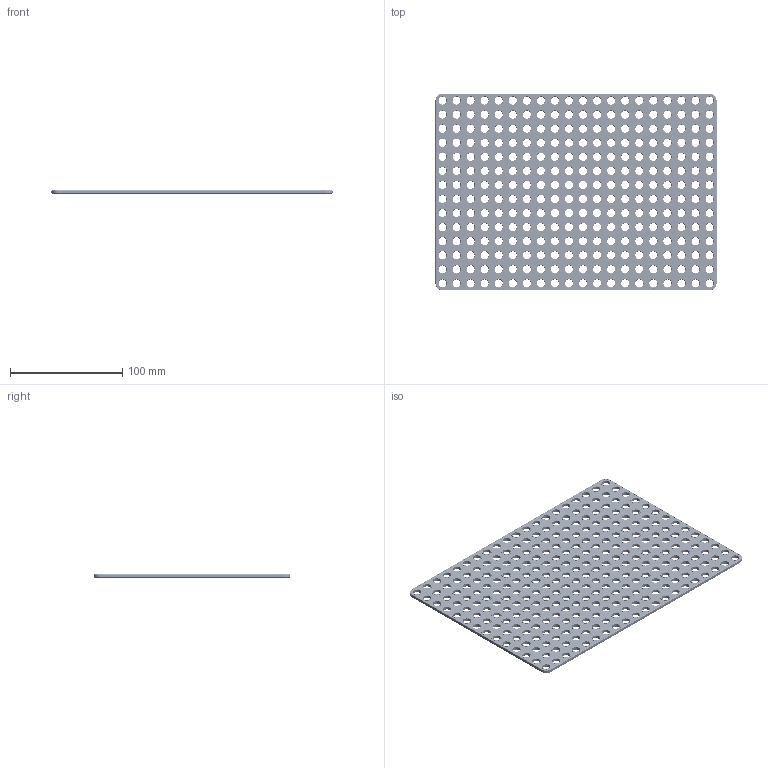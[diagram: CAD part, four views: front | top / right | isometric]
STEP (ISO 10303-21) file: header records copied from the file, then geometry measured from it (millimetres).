
FILE_DESCRIPTION(('FreeCAD Model'),'2;1');
FILE_NAME('Open CASCADE Shape Model','2024-10-09T01:33:59',(''),(''), 'Open CASCADE STEP processor 7.7','FreeCAD','Unknown');
FILE_SCHEMA(('AUTOMOTIVE_DESIGN { 1 0 10303 214 1 1 1 1 }'));
Length unit declared in the file: millimetre
Products named in the file (1): Plate RCT CRNR BU20x14x00.25 - SPN-PLT-0250 (stemfie.org)
Bounding box: 250 x 175 x 3.12 mm (x, y, z)
Volume: 97407.8 mm3; surface area: 87139.1 mm2
Topology: 1 solids, 1 shells, 1889 faces, 4149 edges, 2574 vertices
Faces by surface type: plane 601, cylinder 568, cone 568, extrusion 152
Full cylindrical faces by diameter (mm): 7 x280, 9.2 x280
Entity records: 53410 total; most frequent: CARTESIAN_POINT 9850, DIRECTION 9177, ORIENTED_EDGE 8298, EDGE_CURVE 4149, AXIS2_PLACEMENT_3D 3442, FACE_BOUND 2761, EDGE_LOOP 2761, VERTEX_POINT 2574
